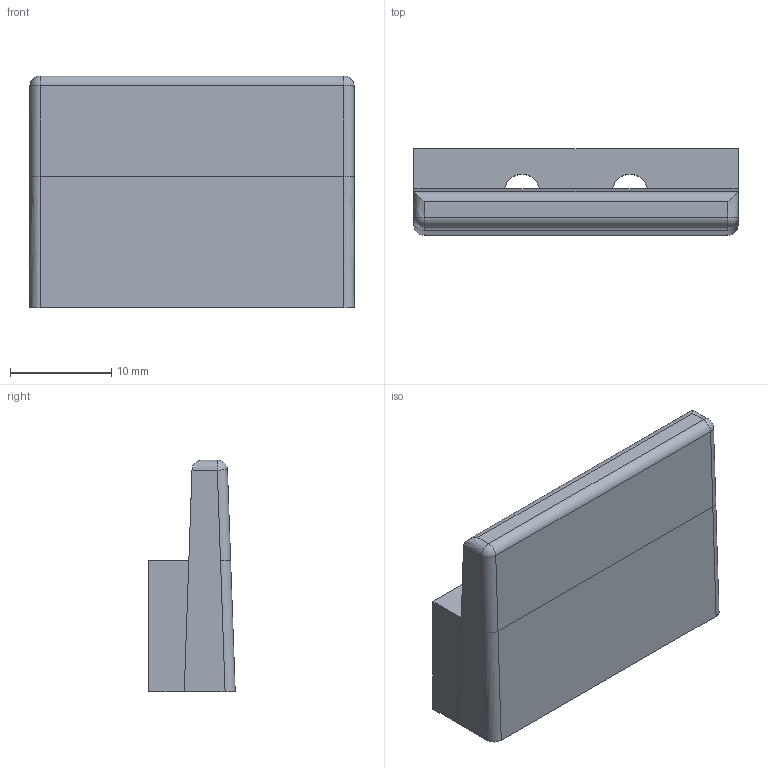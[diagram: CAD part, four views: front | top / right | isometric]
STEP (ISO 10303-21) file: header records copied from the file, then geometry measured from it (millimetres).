
FILE_DESCRIPTION(('FreeCAD Model'),'2;1');
FILE_NAME('Open CASCADE Shape Model','2025-10-21T19:37:51',(''),(''), 'Open CASCADE STEP processor 7.6','FreeCAD','Unknown');
FILE_SCHEMA(('AUTOMOTIVE_DESIGN { 1 0 10303 214 1 1 1 1 }'));
Length unit declared in the file: millimetre
Products named in the file (1): BinHolderBack
Bounding box: 32 x 8.53 x 22.9 mm (x, y, z)
Volume: 4378.5 mm3; surface area: 2488.5 mm2
Topology: 1 solids, 1 shells, 25 faces, 63 edges, 36 vertices
Faces by surface type: plane 10, bspline 8, cylinder 4, sphere 2, extrusion 1
Full cylindrical faces by diameter (mm): 3.5 x2
Entity records: 2179 total; most frequent: CARTESIAN_POINT 1054, DIRECTION 166, ORIENTED_EDGE 122, PCURVE 122, DEFINITIONAL_REPRESENTATION 122, VECTOR 102, LINE 101, EDGE_CURVE 61
